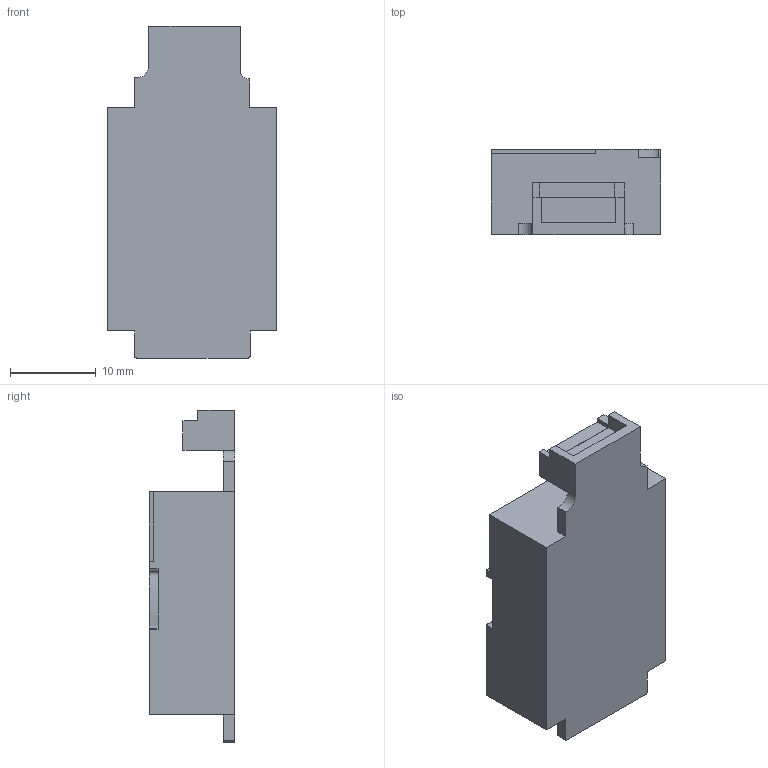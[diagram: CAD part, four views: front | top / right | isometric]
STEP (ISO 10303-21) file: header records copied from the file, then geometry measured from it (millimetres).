
FILE_DESCRIPTION(/* description */ (''),/* implementation_level */ '2;1');
FILE_NAME(/* name */ 'MHZ-19C.step',/* time_stamp */ '2025-01-18T13:33:54+01:00',/* author */ (''),/* organization */ (''),/* preprocessor_version */ 'ST-DEVELOPER v20',/* originating_system */ 'Autodesk Translation Framework v12.20.1.177',/* authorisation */ '');
FILE_SCHEMA (('AUTOMOTIVE_DESIGN { 1 0 10303 214 3 1 1 }'));
Length unit declared in the file: millimetre
Products named in the file (1): MHZ-19C
Bounding box: 19.7 x 9.9 x 38.65 mm (x, y, z)
Volume: 5364.7 mm3; surface area: 2422.7 mm2
Topology: 1 solids, 1 shells, 41 faces, 114 edges, 75 vertices
Faces by surface type: plane 35, cylinder 4, bspline 2
Entity records: 1659 total; most frequent: CARTESIAN_POINT 585, ORIENTED_EDGE 228, DIRECTION 198, EDGE_CURVE 114, LINE 102, VECTOR 102, VERTEX_POINT 75, AXIS2_PLACEMENT_3D 48
